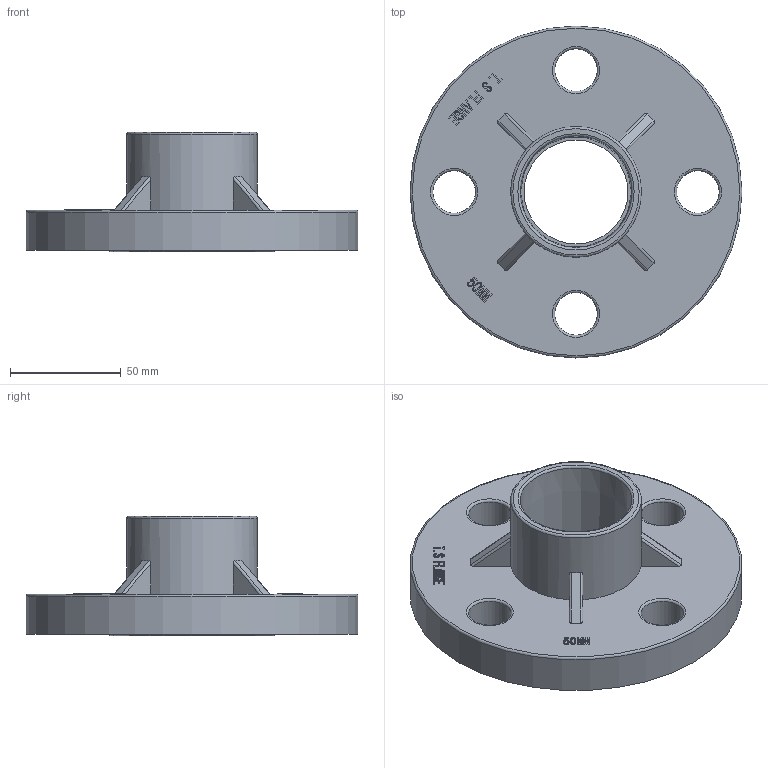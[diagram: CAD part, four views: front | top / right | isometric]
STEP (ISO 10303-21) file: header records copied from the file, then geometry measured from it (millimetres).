
FILE_DESCRIPTION(/* description */ (''),/* implementation_level */ '2;1');
FILE_NAME(/* name */ '50固定法兰.stp',/* time_stamp */ '2024-09-11T14:09:51+08:00',/* author */ (''),/* organization */ (''),/* preprocessor_version */ 'ST-DEVELOPER v16',/* originating_system */ 'SIEMENS PLM Software NX 10.0',/* authorisation */ '');
FILE_SCHEMA (('AUTOMOTIVE_DESIGN { 1 0 10303 214 3 1 1 1 }'));
Length unit declared in the file: millimetre
Products named in the file (1): gelv0E4CC66Bmg9r
Bounding box: 149.8 x 149.8 x 53.9 mm (x, y, z)
Volume: 207411.1 mm3; surface area: 70169.9 mm2
Topology: 1 solids, 1 shells, 322 faces, 876 edges, 583 vertices
Faces by surface type: plane 199, cylinder 53, extrusion 48, torus 21, cone 1
Full cylindrical faces by diameter (mm): 19.2 x4, 46.8 x1, 53.7 x1, 56.1 x1, 59 x1, 62.5 x1, 64.9 x1, 72.4 x1, 74.8 x1, 149.8 x1
Entity records: 11322 total; most frequent: CARTESIAN_POINT 3917, ORIENTED_EDGE 1676, DIRECTION 1192, EDGE_CURVE 838, VERTEX_POINT 572, B_SPLINE_CURVE_WITH_KNOTS 420, AXIS2_PLACEMENT_3D 403, VECTOR 386
